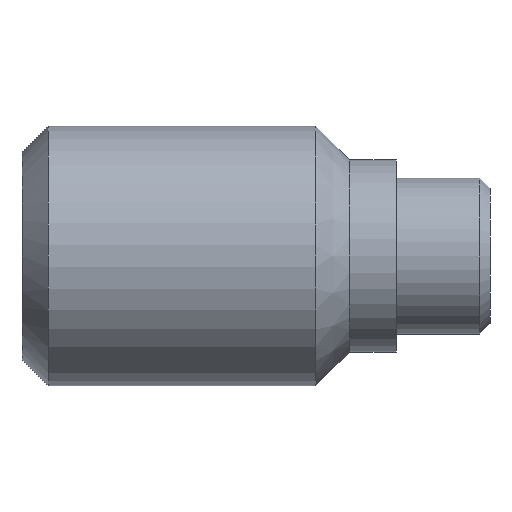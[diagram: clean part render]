
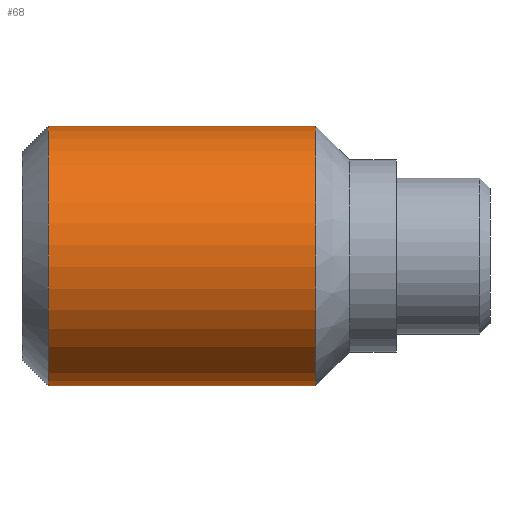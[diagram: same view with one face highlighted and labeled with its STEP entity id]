
A CAD part, front view. The second image highlights one B-rep face of the part: STEP entity #68.
In plain terms, the highlighted cylindrical face has radius 2.5 mm (diameter 5 mm), a partial arc.
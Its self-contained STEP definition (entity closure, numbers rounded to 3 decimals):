
#68 = ADVANCED_FACE( '', ( #154 ), #155, .T. );
#154 = FACE_OUTER_BOUND( '', #259, .T. );
#155 = CYLINDRICAL_SURFACE( '', #260, 2.5 );
#259 = EDGE_LOOP( '', ( #389, #390, #391, #392, #393, #394, #395, #396 ) );
#260 = AXIS2_PLACEMENT_3D( '', #397, #398, #399 );
#389 = ORIENTED_EDGE( '', *, *, #587, .F. );
#390 = ORIENTED_EDGE( '', *, *, #616, .T. );
#391 = ORIENTED_EDGE( '', *, *, #617, .T. );
#392 = ORIENTED_EDGE( '', *, *, #614, .T. );
#393 = ORIENTED_EDGE( '', *, *, #618, .T. );
#394 = ORIENTED_EDGE( '', *, *, #607, .F. );
#395 = ORIENTED_EDGE( '', *, *, #619, .F. );
#396 = ORIENTED_EDGE( '', *, *, #620, .F. );
#397 = CARTESIAN_POINT( '', ( 7.2, 0., 0. ) );
#398 = DIRECTION( '', ( -1., 0., 0. ) );
#399 = DIRECTION( '', ( 0., 0., -1. ) );
#587 = EDGE_CURVE( '', #683, #685, #686, .T. );
#607 = EDGE_CURVE( '', #717, #719, #720, .F. );
#614 = EDGE_CURVE( '', #725, #729, #731, .F. );
#616 = EDGE_CURVE( '', #683, #733, #734, .F. );
#617 = EDGE_CURVE( '', #733, #725, #735, .F. );
#618 = EDGE_CURVE( '', #729, #719, #736, .T. );
#619 = EDGE_CURVE( '', #737, #717, #738, .F. );
#620 = EDGE_CURVE( '', #685, #737, #739, .F. );
#683 = VERTEX_POINT( '', #822 );
#685 = VERTEX_POINT( '', #827 );
#686 = CIRCLE( '', #828, 2.5 );
#717 = VERTEX_POINT( '', #870 );
#719 = VERTEX_POINT( '', #873 );
#720 = LINE( '', #874, #875 );
#725 = VERTEX_POINT( '', #884 );
#729 = VERTEX_POINT( '', #890 );
#731 = LINE( '', #895, #896 );
#733 = VERTEX_POINT( '', #898 );
#734 = LINE( '', #899, #900 );
#735 = LINE( '', #901, #902 );
#736 = CIRCLE( '', #903, 2.5 );
#737 = VERTEX_POINT( '', #904 );
#738 = LINE( '', #905, #906 );
#739 = LINE( '', #907, #908 );
#822 = CARTESIAN_POINT( '', ( 5.65, 2.475, 0.35 ) );
#827 = CARTESIAN_POINT( '', ( 5.65, 2.475, -0.35 ) );
#828 = AXIS2_PLACEMENT_3D( '', #1022, #1023, #1024 );
#870 = CARTESIAN_POINT( '', ( 1., 2.475, -0.35 ) );
#873 = CARTESIAN_POINT( '', ( 0.5, 2.475, -0.35 ) );
#874 = CARTESIAN_POINT( '', ( 7.2, 2.475, -0.35 ) );
#875 = VECTOR( '', #1046, 1000. );
#884 = CARTESIAN_POINT( '', ( 1., 2.475, 0.35 ) );
#890 = CARTESIAN_POINT( '', ( 0.5, 2.475, 0.35 ) );
#895 = CARTESIAN_POINT( '', ( 7.2, 2.475, 0.35 ) );
#896 = VECTOR( '', #1050, 1000. );
#898 = CARTESIAN_POINT( '', ( 4.5, 2.475, 0.35 ) );
#899 = CARTESIAN_POINT( '', ( 7.2, 2.475, 0.35 ) );
#900 = VECTOR( '', #1051, 1000. );
#901 = CARTESIAN_POINT( '', ( 7.2, 2.475, 0.35 ) );
#902 = VECTOR( '', #1052, 1000. );
#903 = AXIS2_PLACEMENT_3D( '', #1053, #1054, #1055 );
#904 = CARTESIAN_POINT( '', ( 4.5, 2.475, -0.35 ) );
#905 = CARTESIAN_POINT( '', ( 7.2, 2.475, -0.35 ) );
#906 = VECTOR( '', #1056, 1000. );
#907 = CARTESIAN_POINT( '', ( 7.2, 2.475, -0.35 ) );
#908 = VECTOR( '', #1057, 1000. );
#1022 = CARTESIAN_POINT( '', ( 5.65, 0., 0. ) );
#1023 = DIRECTION( '', ( 1., 0., 0. ) );
#1024 = DIRECTION( '', ( 0., 0., -1. ) );
#1046 = DIRECTION( '', ( 1., 0., 0. ) );
#1050 = DIRECTION( '', ( 1., 0., 0. ) );
#1051 = DIRECTION( '', ( 1., 0., 0. ) );
#1052 = DIRECTION( '', ( 1., 0., 0. ) );
#1053 = CARTESIAN_POINT( '', ( 0.5, 0., 0. ) );
#1054 = DIRECTION( '', ( 1., 0., 0. ) );
#1055 = DIRECTION( '', ( 0., 0., -1. ) );
#1056 = DIRECTION( '', ( 1., 0., 0. ) );
#1057 = DIRECTION( '', ( 1., 0., 0. ) );
